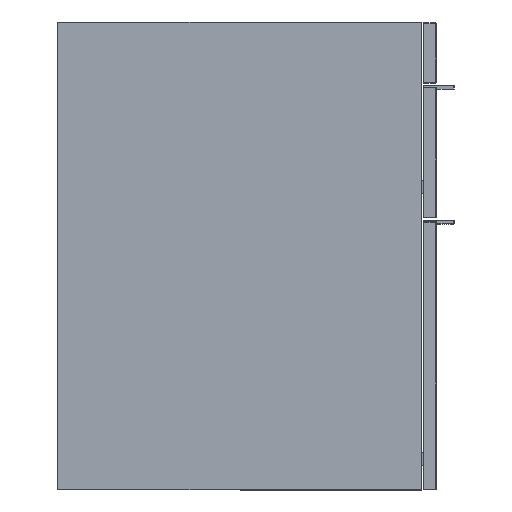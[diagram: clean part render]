
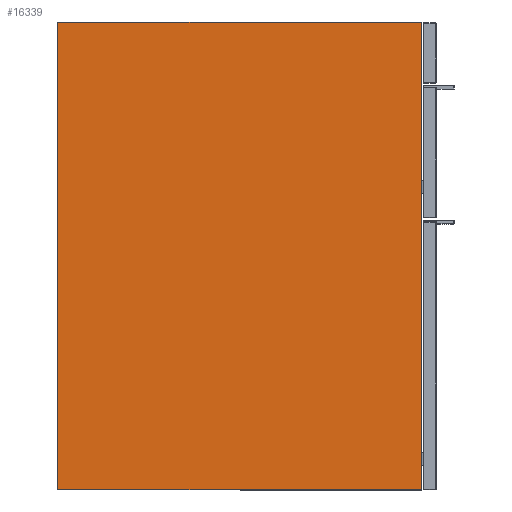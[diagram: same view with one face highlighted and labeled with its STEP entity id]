
A CAD part, left-side view. The second image highlights one B-rep face of the part: STEP entity #16339.
In plain terms, the highlighted planar face has unit normal (-1, 0, 0).
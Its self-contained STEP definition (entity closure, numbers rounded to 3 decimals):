
#15291=CARTESIAN_POINT('',(-824.192,8555.413,0.));
#15292=VERTEX_POINT('',#15291);
#15309=CARTESIAN_POINT('',(-824.192,8555.413,590.0));
#15310=VERTEX_POINT('',#15309);
#15317=CARTESIAN_POINT('',(-824.192,8555.413,590.0));
#15318=DIRECTION('',(0.0,0.0,-1.0));
#15319=VECTOR('',#15318,590.0);
#15320=LINE('',#15317,#15319);
#15321=EDGE_CURVE('',#15310,#15292,#15320,.T.);
#15363=CARTESIAN_POINT('',(-824.192,9013.413,0.0));
#15364=VERTEX_POINT('',#15363);
#15365=CARTESIAN_POINT('',(-824.192,8555.413,0.));
#15366=DIRECTION('',(0.0,1.0,0.0));
#15367=VECTOR('',#15366,458.0);
#15368=LINE('',#15365,#15367);
#15369=EDGE_CURVE('',#15292,#15364,#15368,.T.);
#16294=CARTESIAN_POINT('',(-824.192,9013.413,590.0));
#16295=VERTEX_POINT('',#16294);
#16302=CARTESIAN_POINT('',(-824.192,9013.413,590.0));
#16303=DIRECTION('',(0.0,-1.0,0.0));
#16304=VECTOR('',#16303,458.0);
#16305=LINE('',#16302,#16304);
#16306=EDGE_CURVE('',#16295,#15310,#16305,.T.);
#16318=CARTESIAN_POINT('',(-824.192,9013.413,0.0));
#16319=DIRECTION('',(0.0,0.0,1.0));
#16320=VECTOR('',#16319,590.0);
#16321=LINE('',#16318,#16320);
#16322=EDGE_CURVE('',#15364,#16295,#16321,.T.);
#16328=CARTESIAN_POINT('',(-824.192,8784.413,590.001));
#16329=DIRECTION('',(-1.0,0.0,0.0));
#16330=DIRECTION('',(0.0,0.0,1.0));
#16331=AXIS2_PLACEMENT_3D('',#16328,#16329,#16330);
#16332=PLANE('',#16331);
#16333=ORIENTED_EDGE('',*,*,#15321,.F.);
#16334=ORIENTED_EDGE('',*,*,#16306,.F.);
#16335=ORIENTED_EDGE('',*,*,#16322,.F.);
#16336=ORIENTED_EDGE('',*,*,#15369,.F.);
#16337=EDGE_LOOP('',(#16333,#16334,#16335,#16336));
#16338=FACE_OUTER_BOUND('',#16337,.T.);
#16339=ADVANCED_FACE('',(#16338),#16332,.T.);
